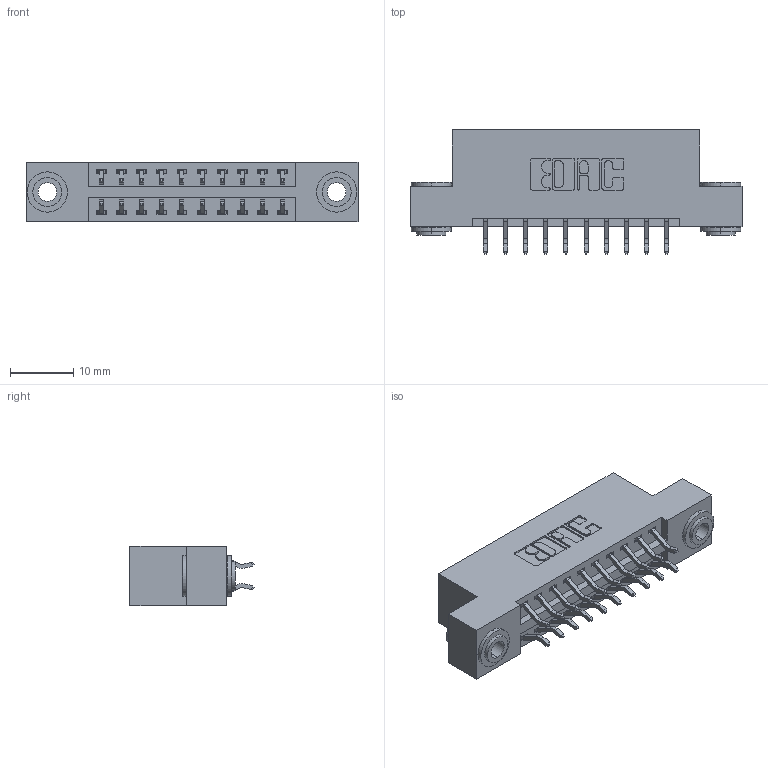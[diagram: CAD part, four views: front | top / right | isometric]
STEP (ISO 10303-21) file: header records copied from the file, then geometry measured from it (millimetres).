
FILE_DESCRIPTION (( 'STEP AP203' ), '1' );
FILE_NAME ('396-020-556-203.STEP', '2019-10-30T03:30:11', ( '' ), ( '' ), 'SwSTEP 2.0', 'SolidWorks 2016', '' );
FILE_SCHEMA (( 'CONFIG_CONTROL_DESIGN' ));
Length unit declared in the file: inch
Products named in the file (4): 346 Part_Flush Mounting Lugs - 0.156 Dia-TH; 345-250-002_345-250-002-102; 396-020-556-203; 345-292-001_556 Tail
Assembly tree (23 placements, depth 2):
  396-020-556-203
    346 Part_Flush Mounting Lugs - 0.156 Dia-TH
    345-292-001_556 Tail  x20
    345-250-002_345-250-002-102  x2
Bounding box: 52.32 x 19.57 x 9.4 mm (x, y, z)
Volume: 4872.3 mm3; surface area: 6389.9 mm2
Topology: 23 solids, 23 shells, 1320 faces, 3865 edges, 2546 vertices
Faces by surface type: plane 866, cylinder 446, cone 8
Entity records: 11704 total; most frequent: CARTESIAN_POINT 1963, ORIENTED_EDGE 1878, DIRECTION 1801, EDGE_CURVE 939, LINE 735, VECTOR 735, VERTEX_POINT 622, AXIS2_PLACEMENT_3D 533
